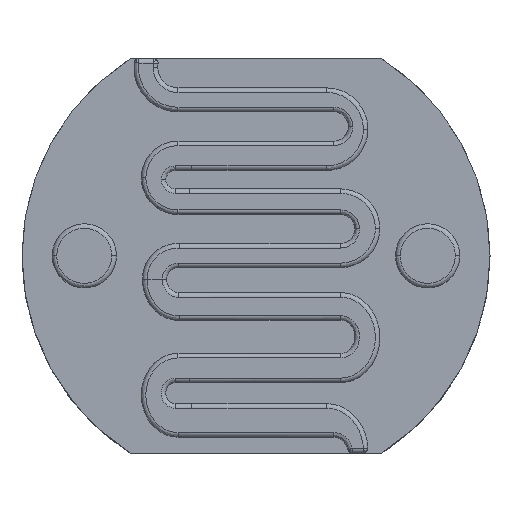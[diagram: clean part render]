
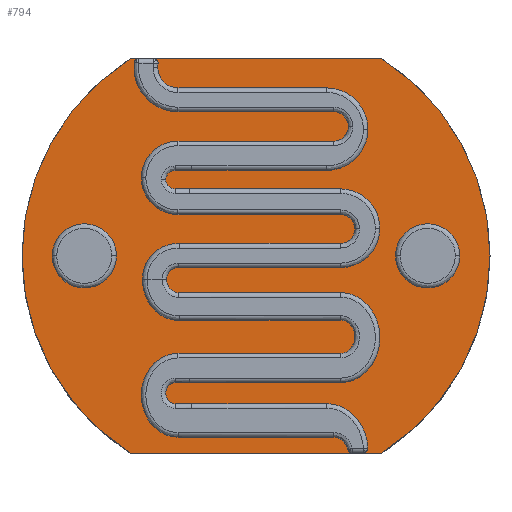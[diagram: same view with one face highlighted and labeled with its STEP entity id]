
A CAD part, top view. The second image highlights one B-rep face of the part: STEP entity #794.
In plain terms, the highlighted planar face has unit normal (0, 0, 1).
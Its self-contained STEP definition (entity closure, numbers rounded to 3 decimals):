
#6 = EDGE_CURVE ( 'NONE', #1148, #578, #2509, .T. ) ;
#161 = CARTESIAN_POINT ( 'NONE',  ( 1.371, 2.15, 0. ) ) ;
#410 = CARTESIAN_POINT ( 'NONE',  ( 0., 2.15, 0. ) ) ;
#411 = DIRECTION ( 'NONE',  ( 0., 0., 1. ) ) ;
#553 = AXIS2_PLACEMENT_3D ( 'NONE', #3793, #2005, #896 ) ;
#578 = VERTEX_POINT ( 'NONE', #1730 ) ;
#611 = LINE ( 'NONE', #1808, #2061 ) ;
#691 = AXIS2_PLACEMENT_3D ( 'NONE', #1534, #1227, #3079 ) ;
#715 = DIRECTION ( 'NONE',  ( -1., 0., 0. ) ) ;
#794 = ADVANCED_FACE ( 'NONE', ( #1049 ), #2890, .T. ) ;
#855 = AXIS2_PLACEMENT_3D ( 'NONE', #2506, #3709, #715 ) ;
#878 = CARTESIAN_POINT ( 'NONE',  ( -1.371, -2.15, 0. ) ) ;
#896 = DIRECTION ( 'NONE',  ( -1., 0., 0. ) ) ;
#1049 = FACE_OUTER_BOUND ( 'NONE', #1448, .T. ) ;
#1148 = VERTEX_POINT ( 'NONE', #161 ) ;
#1227 = DIRECTION ( 'NONE',  ( 0., 0., 1. ) ) ;
#1371 = CIRCLE ( 'NONE', #691, 2.55 ) ;
#1376 = DIRECTION ( 'NONE',  ( 1., 0., 0. ) ) ;
#1448 = EDGE_LOOP ( 'NONE', ( #3096, #3011, #1996, #2970, #1659 ) ) ;
#1503 = DIRECTION ( 'NONE',  ( 1., 0., 0. ) ) ;
#1534 = CARTESIAN_POINT ( 'NONE',  ( 0., 0., 0. ) ) ;
#1605 = DIRECTION ( 'NONE',  ( -1., 0., 0. ) ) ;
#1659 = ORIENTED_EDGE ( 'NONE', *, *, #2098, .T. ) ;
#1664 = VERTEX_POINT ( 'NONE', #1812 ) ;
#1678 = CIRCLE ( 'NONE', #553, 2.55 ) ;
#1730 = CARTESIAN_POINT ( 'NONE',  ( -1.371, 2.15, 0. ) ) ;
#1808 = CARTESIAN_POINT ( 'NONE',  ( 0., -2.15, 0. ) ) ;
#1812 = CARTESIAN_POINT ( 'NONE',  ( -2.55, 0., 0. ) ) ;
#1953 = CARTESIAN_POINT ( 'NONE',  ( 0., 0., 0. ) ) ;
#1996 = ORIENTED_EDGE ( 'NONE', *, *, #6, .T. ) ;
#2005 = DIRECTION ( 'NONE',  ( 0., 0., 1. ) ) ;
#2061 = VECTOR ( 'NONE', #1503, 1000. ) ;
#2098 = EDGE_CURVE ( 'NONE', #1664, #3675, #1371, .T. ) ;
#2349 = VERTEX_POINT ( 'NONE', #3531 ) ;
#2506 = CARTESIAN_POINT ( 'NONE',  ( 0., 0., 0. ) ) ;
#2509 = LINE ( 'NONE', #410, #2749 ) ;
#2654 = EDGE_CURVE ( 'NONE', #3675, #2349, #611, .T. ) ;
#2749 = VECTOR ( 'NONE', #1605, 1000. ) ;
#2777 = EDGE_CURVE ( 'NONE', #578, #1664, #3061, .T. ) ;
#2890 = PLANE ( 'NONE',  #3885 ) ;
#2970 = ORIENTED_EDGE ( 'NONE', *, *, #2777, .T. ) ;
#3011 = ORIENTED_EDGE ( 'NONE', *, *, #3687, .T. ) ;
#3061 = CIRCLE ( 'NONE', #855, 2.55 ) ;
#3079 = DIRECTION ( 'NONE',  ( -1., 0., 0. ) ) ;
#3096 = ORIENTED_EDGE ( 'NONE', *, *, #2654, .T. ) ;
#3531 = CARTESIAN_POINT ( 'NONE',  ( 1.371, -2.15, 0. ) ) ;
#3675 = VERTEX_POINT ( 'NONE', #878 ) ;
#3687 = EDGE_CURVE ( 'NONE', #2349, #1148, #1678, .T. ) ;
#3709 = DIRECTION ( 'NONE',  ( 0., 0., 1. ) ) ;
#3793 = CARTESIAN_POINT ( 'NONE',  ( 0., 0., 0. ) ) ;
#3885 = AXIS2_PLACEMENT_3D ( 'NONE', #1953, #411, #1376 ) ;
